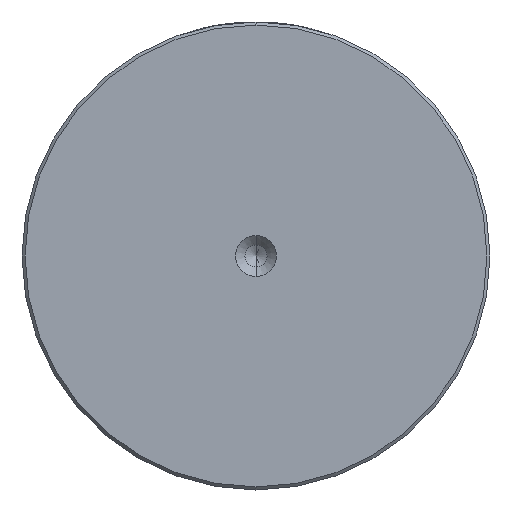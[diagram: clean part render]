
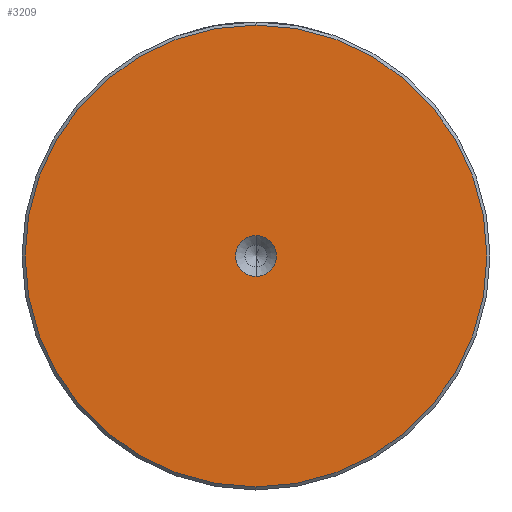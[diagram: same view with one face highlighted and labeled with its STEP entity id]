
A CAD part, left-side view. The second image highlights one B-rep face of the part: STEP entity #3209.
In plain terms, the highlighted planar face has unit normal (-1, 0, 0).
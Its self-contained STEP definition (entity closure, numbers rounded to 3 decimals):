
#154 = AXIS2_PLACEMENT_3D ( 'NONE', #662, #2415, #917 ) ;
#321 = ORIENTED_EDGE ( 'NONE', *, *, #2674, .T. ) ;
#335 = VERTEX_POINT ( 'NONE', #2908 ) ;
#425 = EDGE_LOOP ( 'NONE', ( #1957, #321 ) ) ;
#441 = CIRCLE ( 'NONE', #2635, 37.5 ) ;
#522 = CARTESIAN_POINT ( 'NONE',  ( 0., 0., 0. ) ) ;
#557 = AXIS2_PLACEMENT_3D ( 'NONE', #522, #2286, #789 ) ;
#662 = CARTESIAN_POINT ( 'NONE',  ( 0., 0., 0. ) ) ;
#697 = CARTESIAN_POINT ( 'NONE',  ( 0., 0., 0. ) ) ;
#753 = EDGE_LOOP ( 'NONE', ( #1012, #1312 ) ) ;
#757 = DIRECTION ( 'NONE',  ( -1., 0., 0. ) ) ;
#761 = FACE_OUTER_BOUND ( 'NONE', #425, .T. ) ;
#789 = DIRECTION ( 'NONE',  ( 0., 0., 1. ) ) ;
#807 = VERTEX_POINT ( 'NONE', #1143 ) ;
#917 = DIRECTION ( 'NONE',  ( 0., 0., 1. ) ) ;
#924 = FACE_BOUND ( 'NONE', #753, .T. ) ;
#949 = DIRECTION ( 'NONE',  ( 0., 0., 1. ) ) ;
#991 = VERTEX_POINT ( 'NONE', #2312 ) ;
#1012 = ORIENTED_EDGE ( 'NONE', *, *, #1914, .F. ) ;
#1044 = AXIS2_PLACEMENT_3D ( 'NONE', #697, #2454, #949 ) ;
#1143 = CARTESIAN_POINT ( 'NONE',  ( 0., 0., 3.3 ) ) ;
#1312 = ORIENTED_EDGE ( 'NONE', *, *, #3114, .F. ) ;
#1446 = CARTESIAN_POINT ( 'NONE',  ( 0., 0., -37.5 ) ) ;
#1453 = DIRECTION ( 'NONE',  ( -1., 0., 0. ) ) ;
#1672 = AXIS2_PLACEMENT_3D ( 'NONE', #2696, #1453, #3192 ) ;
#1914 = EDGE_CURVE ( 'NONE', #807, #991, #2573, .T. ) ;
#1957 = ORIENTED_EDGE ( 'NONE', *, *, #2793, .T. ) ;
#2123 = VERTEX_POINT ( 'NONE', #1446 ) ;
#2196 = CIRCLE ( 'NONE', #1044, 37.5 ) ;
#2265 = CARTESIAN_POINT ( 'NONE',  ( 0., 0., 0. ) ) ;
#2286 = DIRECTION ( 'NONE',  ( -1., 0., 0. ) ) ;
#2312 = CARTESIAN_POINT ( 'NONE',  ( 0., 0., -3.3 ) ) ;
#2332 = CIRCLE ( 'NONE', #154, 3.3 ) ;
#2415 = DIRECTION ( 'NONE',  ( -1., 0., 0. ) ) ;
#2454 = DIRECTION ( 'NONE',  ( -1., 0., 0. ) ) ;
#2508 = DIRECTION ( 'NONE',  ( 0., 0., 1. ) ) ;
#2573 = CIRCLE ( 'NONE', #557, 3.3 ) ;
#2635 = AXIS2_PLACEMENT_3D ( 'NONE', #2265, #757, #2508 ) ;
#2674 = EDGE_CURVE ( 'NONE', #335, #2123, #2196, .T. ) ;
#2696 = CARTESIAN_POINT ( 'NONE',  ( 0., 0., 0. ) ) ;
#2793 = EDGE_CURVE ( 'NONE', #2123, #335, #441, .T. ) ;
#2908 = CARTESIAN_POINT ( 'NONE',  ( 0., 0., 37.5 ) ) ;
#2933 = PLANE ( 'NONE',  #1672 ) ;
#3114 = EDGE_CURVE ( 'NONE', #991, #807, #2332, .T. ) ;
#3192 = DIRECTION ( 'NONE',  ( 0., 0., 1. ) ) ;
#3209 = ADVANCED_FACE ( 'NONE', ( #761, #924 ), #2933, .T. ) ;
